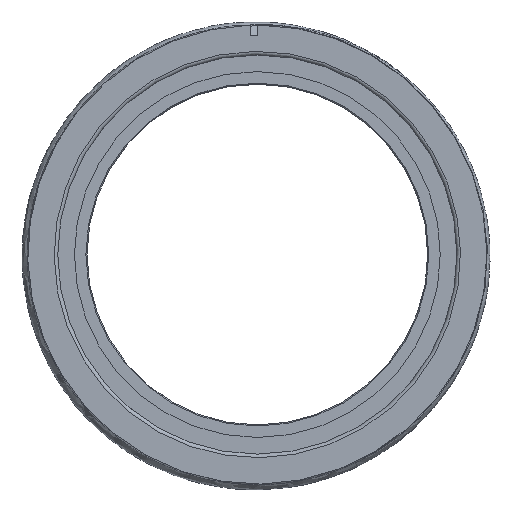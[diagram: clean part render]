
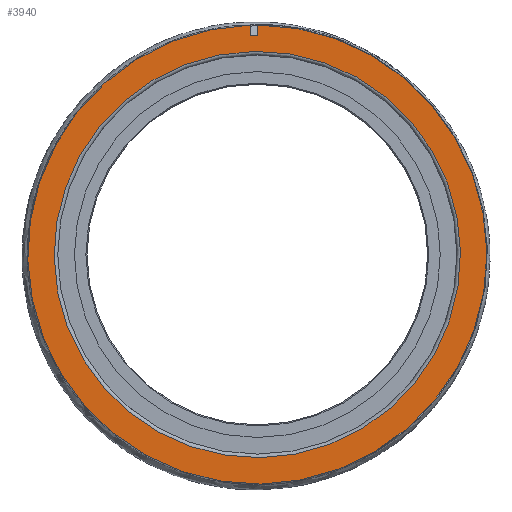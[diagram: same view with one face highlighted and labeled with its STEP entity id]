
A CAD part, left-side view. The second image highlights one B-rep face of the part: STEP entity #3940.
In plain terms, the highlighted planar face has unit normal (-1, 0, 0).
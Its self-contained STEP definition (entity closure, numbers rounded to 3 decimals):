
#169=LINE('',#6243,#373);
#176=LINE('',#6287,#380);
#177=LINE('',#6291,#381);
#373=VECTOR('',#4957,1000.);
#380=VECTOR('',#5012,1000.);
#381=VECTOR('',#5015,1000.);
#572=PLANE('',#4343);
#887=ORIENTED_EDGE('',*,*,#1943,.T.);
#888=ORIENTED_EDGE('',*,*,#1961,.T.);
#889=ORIENTED_EDGE('',*,*,#1962,.T.);
#890=ORIENTED_EDGE('',*,*,#1963,.T.);
#891=ORIENTED_EDGE('',*,*,#1960,.F.);
#1943=EDGE_CURVE('',#2502,#2501,#169,.T.);
#1960=EDGE_CURVE('',#2514,#2514,#2860,.T.);
#1961=EDGE_CURVE('',#2501,#2515,#176,.T.);
#1962=EDGE_CURVE('',#2515,#2516,#2861,.T.);
#1963=EDGE_CURVE('',#2516,#2502,#177,.T.);
#2501=VERTEX_POINT('',#6242);
#2502=VERTEX_POINT('',#6244);
#2514=VERTEX_POINT('',#6285);
#2515=VERTEX_POINT('',#6288);
#2516=VERTEX_POINT('',#6290);
#2860=CIRCLE('',#4342,56.65);
#2861=CIRCLE('',#4344,64.);
#3188=EDGE_LOOP('',(#887,#888,#889,#890));
#3189=EDGE_LOOP('',(#891));
#3558=FACE_BOUND('',#3188,.T.);
#3559=FACE_BOUND('',#3189,.T.);
#3940=ADVANCED_FACE('',(#3558,#3559),#572,.F.);
#4342=AXIS2_PLACEMENT_3D('',#6284,#5008,#5009);
#4343=AXIS2_PLACEMENT_3D('',#6286,#5010,#5011);
#4344=AXIS2_PLACEMENT_3D('',#6289,#5013,#5014);
#4957=DIRECTION('',(0.,1.,-0.016));
#5008=DIRECTION('',(-1.,0.,0.));
#5009=DIRECTION('',(0.,0.016,1.));
#5010=DIRECTION('',(1.,0.,0.));
#5011=DIRECTION('',(0.,-0.016,-1.));
#5012=DIRECTION('',(0.,0.016,1.));
#5013=DIRECTION('',(-1.,0.,0.));
#5014=DIRECTION('',(0.,0.016,1.));
#5015=DIRECTION('',(0.,-0.016,-1.));
#6242=CARTESIAN_POINT('',(-31.,1.97,60.976));
#6243=CARTESIAN_POINT('',(-31.,0.97,60.992));
#6244=CARTESIAN_POINT('',(-31.,-0.03,61.008));
#6284=CARTESIAN_POINT('',(-31.,0.,0.));
#6285=CARTESIAN_POINT('',(-31.,0.901,56.643));
#6286=CARTESIAN_POINT('',(-31.,1.018,63.992));
#6287=CARTESIAN_POINT('',(-31.,2.018,63.976));
#6288=CARTESIAN_POINT('',(-31.,2.018,63.968));
#6289=CARTESIAN_POINT('',(-31.,0.,0.));
#6290=CARTESIAN_POINT('',(-31.,0.018,64.));
#6291=CARTESIAN_POINT('',(-31.,0.018,64.008));
